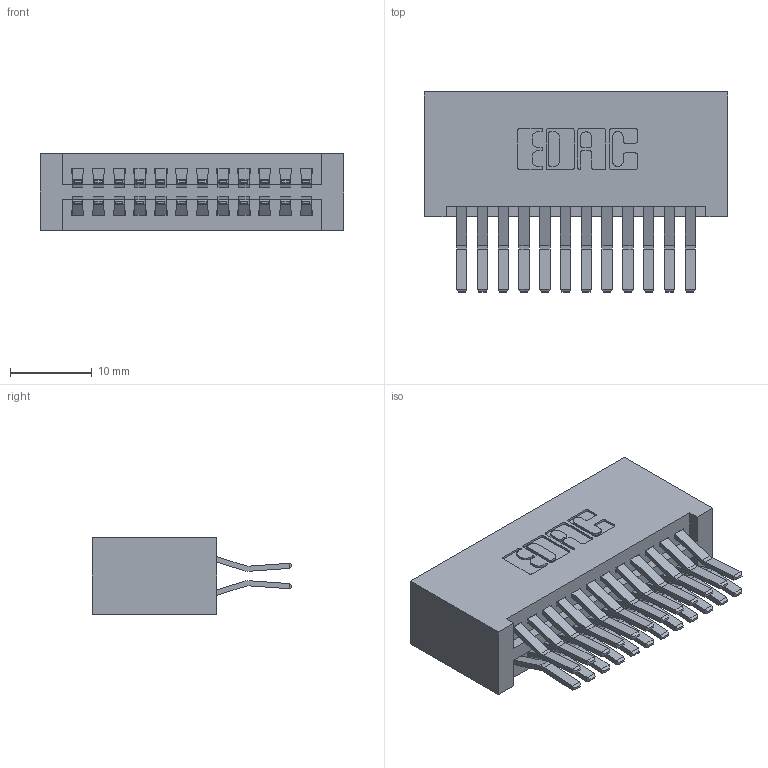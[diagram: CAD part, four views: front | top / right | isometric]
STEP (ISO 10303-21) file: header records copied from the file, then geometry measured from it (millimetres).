
FILE_DESCRIPTION (( 'STEP AP203' ), '1' );
FILE_NAME ('395-024-560-201.STEP', '2018-11-09T09:32:49', ( '' ), ( '' ), 'SwSTEP 2.0', 'SolidWorks 2016', '' );
FILE_SCHEMA (( 'CONFIG_CONTROL_DESIGN' ));
Length unit declared in the file: inch
Products named in the file (3): 345 Part_No Mounting Lugs; 395-024-560-201; 345-292-001_560 Tail
Assembly tree (25 placements, depth 2):
  395-024-560-201
    345 Part_No Mounting Lugs
    345-292-001_560 Tail  x24
Bounding box: 37.08 x 24.45 x 9.4 mm (x, y, z)
Volume: 4097.1 mm3; surface area: 6183.1 mm2
Topology: 25 solids, 25 shells, 1366 faces, 4037 edges, 2658 vertices
Faces by surface type: plane 868, cylinder 498
Entity records: 13265 total; most frequent: CARTESIAN_POINT 2252, ORIENTED_EDGE 2186, DIRECTION 2021, EDGE_CURVE 1093, LINE 917, VECTOR 917, VERTEX_POINT 726, AXIS2_PLACEMENT_3D 552
